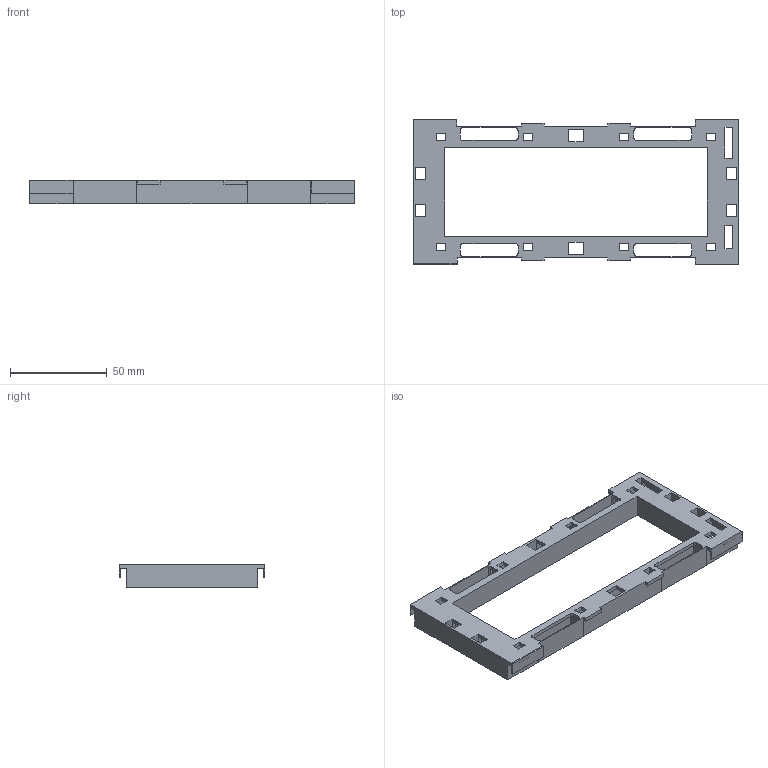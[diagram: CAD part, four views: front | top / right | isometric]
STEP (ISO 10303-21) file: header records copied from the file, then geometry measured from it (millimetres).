
FILE_DESCRIPTION(('CATIA V5 STEP Exchange','CAx-IF Rec.Pracs.--- Model Styling and Organization---1.4--- 2014-01-23'),'2;1');
FILE_NAME('638073_D009189_A-MOD-03_.stp','2020-01-03T10:00:59+00:00',('none'),('none'),'CATIA Version 5-6 Release 2017 SP3','CATIA V5 STEP AP214','none');
FILE_SCHEMA(('AUTOMOTIVE_DESIGN { 1 0 10303 214 1 1 1 1 }'));
Length unit declared in the file: millimetre
Products named in the file (1): 638073_D009189_A-MOD-03
Bounding box: 167.93 x 75.03 x 12 mm (x, y, z)
Volume: 24357.2 mm3; surface area: 34081.2 mm2
Topology: 1 solids, 1 shells, 383 faces, 1179 edges, 795 vertices
Faces by surface type: plane 355, extrusion 24, cylinder 4
Entity records: 12280 total; most frequent: CARTESIAN_POINT 2917, ORIENTED_EDGE 2358, DIRECTION 1271, EDGE_CURVE 1179, VECTOR 1003, LINE 979, VERTEX_POINT 795, EDGE_LOOP 422
